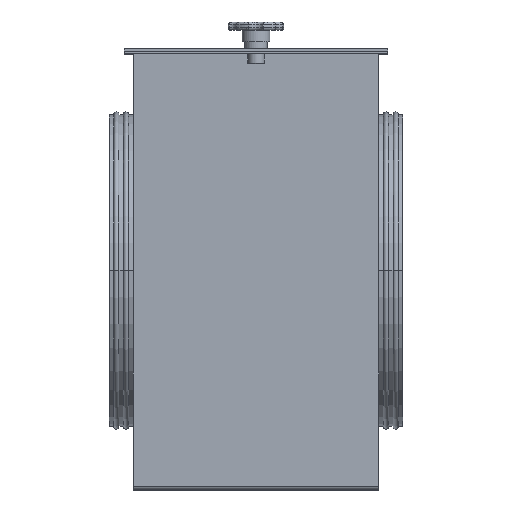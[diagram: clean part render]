
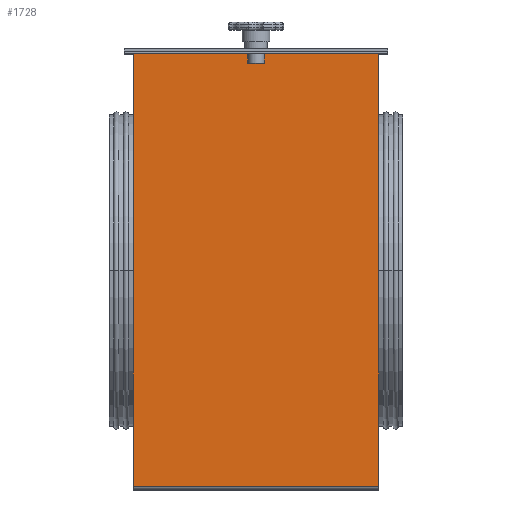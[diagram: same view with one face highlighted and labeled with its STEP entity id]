
A CAD part, top view. The second image highlights one B-rep face of the part: STEP entity #1728.
In plain terms, the highlighted planar face has unit normal (0, 0, 1).
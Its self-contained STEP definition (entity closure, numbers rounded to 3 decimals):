
#1394 = VERTEX_POINT ( 'NONE', #3977 ) ;
#1396 = EDGE_CURVE ( 'NONE', #1397, #1394, #3974, .T. ) ;
#1397 = VERTEX_POINT ( 'NONE', #4034 ) ;
#1656 = EDGE_CURVE ( 'NONE', #1751, #1397, #4581, .T. ) ;
#1659 = EDGE_CURVE ( 'NONE', #1394, #1706, #4572, .T. ) ;
#1701 = EDGE_CURVE ( 'NONE', #1751, #1706, #4702, .T. ) ;
#1706 = VERTEX_POINT ( 'NONE', #4645 ) ;
#1725 = EDGE_LOOP ( 'NONE', ( #1729, #1732, #1726, #1727 ) ) ;
#1726 = ORIENTED_EDGE ( 'NONE', *, *, #1396, .T. ) ;
#1727 = ORIENTED_EDGE ( 'NONE', *, *, #1659, .T. ) ;
#1728 = ADVANCED_FACE ( 'NONE', ( #4617 ), #4653, .F. ) ;
#1729 = ORIENTED_EDGE ( 'NONE', *, *, #1701, .F. ) ;
#1732 = ORIENTED_EDGE ( 'NONE', *, *, #1656, .T. ) ;
#1751 = VERTEX_POINT ( 'NONE', #4719 ) ;
#3974 = LINE ( 'NONE', #4037, #4036 ) ;
#3977 = CARTESIAN_POINT ( 'NONE',  ( -140., 496., 400. ) ) ;
#4034 = CARTESIAN_POINT ( 'NONE',  ( 140., 496., 400. ) ) ;
#4035 = DIRECTION ( 'NONE',  ( -1., 0., 0. ) ) ;
#4036 = VECTOR ( 'NONE', #4035, 1000. ) ;
#4037 = CARTESIAN_POINT ( 'NONE',  ( 140., 496., 400. ) ) ;
#4087 = DIRECTION ( 'NONE',  ( -1., 0., 0. ) ) ;
#4572 = LINE ( 'NONE', #4591, #4590 ) ;
#4578 = DIRECTION ( 'NONE',  ( 0., 1., 0. ) ) ;
#4579 = VECTOR ( 'NONE', #4578, 1000. ) ;
#4580 = CARTESIAN_POINT ( 'NONE',  ( 140., 3., 400. ) ) ;
#4581 = LINE ( 'NONE', #4580, #4579 ) ;
#4589 = DIRECTION ( 'NONE',  ( 0., -1., 0. ) ) ;
#4590 = VECTOR ( 'NONE', #4589, 1000. ) ;
#4591 = CARTESIAN_POINT ( 'NONE',  ( -140., 3., 400. ) ) ;
#4617 = FACE_OUTER_BOUND ( 'NONE', #1725, .T. ) ;
#4645 = CARTESIAN_POINT ( 'NONE',  ( -140., 3.737, 400. ) ) ;
#4650 = DIRECTION ( 'NONE',  ( 0., 0., -1. ) ) ;
#4651 = AXIS2_PLACEMENT_3D ( 'NONE', #4652, #4650, #4087 ) ;
#4652 = CARTESIAN_POINT ( 'NONE',  ( 140., 3., 400. ) ) ;
#4653 = PLANE ( 'NONE',  #4651 ) ;
#4699 = DIRECTION ( 'NONE',  ( -1., 0., 0. ) ) ;
#4700 = VECTOR ( 'NONE', #4699, 1000. ) ;
#4701 = CARTESIAN_POINT ( 'NONE',  ( -140., 3.737, 400. ) ) ;
#4702 = LINE ( 'NONE', #4701, #4700 ) ;
#4719 = CARTESIAN_POINT ( 'NONE',  ( 140., 3.737, 400. ) ) ;
